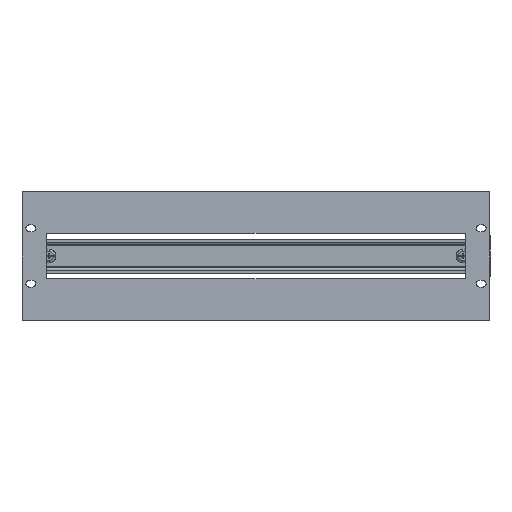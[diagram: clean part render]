
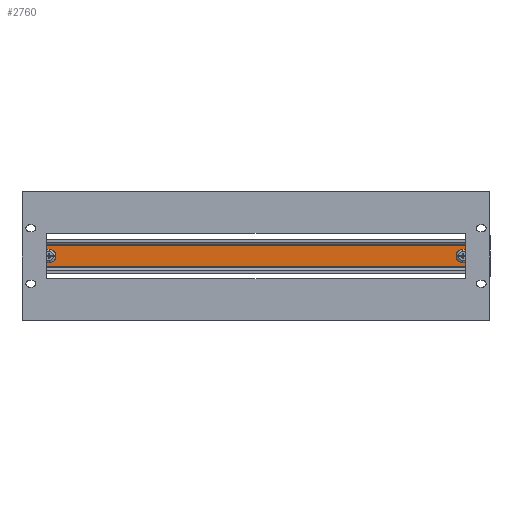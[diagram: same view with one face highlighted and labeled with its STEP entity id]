
A CAD part, top view. The second image highlights one B-rep face of the part: STEP entity #2760.
In plain terms, the highlighted planar face has unit normal (0, 0, 1).
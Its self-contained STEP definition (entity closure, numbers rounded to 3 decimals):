
#70 = ORIENTED_EDGE ( 'NONE', *, *, #6729, .F. ) ;
#90 = VERTEX_POINT ( 'NONE', #2809 ) ;
#96 = VERTEX_POINT ( 'NONE', #2812 ) ;
#102 = VERTEX_POINT ( 'NONE', #2805 ) ;
#249 = VERTEX_POINT ( 'NONE', #2782 ) ;
#339 = VERTEX_POINT ( 'NONE', #8410 ) ;
#350 = VERTEX_POINT ( 'NONE', #8413 ) ;
#407 = ORIENTED_EDGE ( 'NONE', *, *, #6734, .F. ) ;
#422 = VERTEX_POINT ( 'NONE', #8378 ) ;
#498 = CARTESIAN_POINT ( 'NONE',  ( -222.5, 11., 0. ) ) ;
#533 = CARTESIAN_POINT ( 'NONE',  ( 222.5, -11., 0. ) ) ;
#686 = DIRECTION ( 'NONE',  ( -1., 0., 0. ) ) ;
#912 = DIRECTION ( 'NONE',  ( 1., 0., 0. ) ) ;
#1021 = DIRECTION ( 'NONE',  ( 0., -1., 0. ) ) ;
#1032 = CARTESIAN_POINT ( 'NONE',  ( -222.5, 12., 0. ) ) ;
#1038 = CARTESIAN_POINT ( 'NONE',  ( -213.5, 0., 0. ) ) ;
#1039 = DIRECTION ( 'NONE',  ( 0., 0., 1. ) ) ;
#1040 = DIRECTION ( 'NONE',  ( 1., 0., 0. ) ) ;
#1081 = CARTESIAN_POINT ( 'NONE',  ( 222.5, 12., 0. ) ) ;
#1082 = DIRECTION ( 'NONE',  ( 0., 1., 0. ) ) ;
#1235 = CARTESIAN_POINT ( 'NONE',  ( -213.5, 0., 0. ) ) ;
#1236 = DIRECTION ( 'NONE',  ( 0., 0., 1. ) ) ;
#1237 = DIRECTION ( 'NONE',  ( 1., 0., 0. ) ) ;
#1254 = CARTESIAN_POINT ( 'NONE',  ( 213.5, 0., 0. ) ) ;
#1255 = DIRECTION ( 'NONE',  ( 0., 0., 1. ) ) ;
#1256 = DIRECTION ( 'NONE',  ( -1., 0., 0. ) ) ;
#1265 = CARTESIAN_POINT ( 'NONE',  ( 213.5, 0., 0. ) ) ;
#1266 = DIRECTION ( 'NONE',  ( 0., 0., 1. ) ) ;
#1267 = DIRECTION ( 'NONE',  ( -1., 0., 0. ) ) ;
#1860 = VECTOR ( 'NONE', #1082, 1000. ) ;
#1938 = VECTOR ( 'NONE', #912, 1000. ) ;
#1985 = CIRCLE ( 'NONE', #4309, 4. ) ;
#2008 = CIRCLE ( 'NONE', #4322, 4. ) ;
#2125 = VECTOR ( 'NONE', #1021, 1000. ) ;
#2370 = LINE ( 'NONE', #1032, #2125 ) ;
#2396 = LINE ( 'NONE', #1081, #1860 ) ;
#2519 = CIRCLE ( 'NONE', #4308, 4. ) ;
#2530 = CIRCLE ( 'NONE', #4314, 4. ) ;
#2760 = ADVANCED_FACE ( 'NONE', ( #6230, #6243, #6245 ), #4825, .T. ) ;
#2782 = CARTESIAN_POINT ( 'NONE',  ( 222.5, 11., 0. ) ) ;
#2805 = CARTESIAN_POINT ( 'NONE',  ( -217.5, 0., 0. ) ) ;
#2809 = CARTESIAN_POINT ( 'NONE',  ( 222.5, -11., 0. ) ) ;
#2812 = CARTESIAN_POINT ( 'NONE',  ( -222.5, 11., 0. ) ) ;
#2968 = EDGE_LOOP ( 'NONE', ( #7213, #7219 ) ) ;
#3017 = VERTEX_POINT ( 'NONE', #4855 ) ;
#3167 = EDGE_LOOP ( 'NONE', ( #7311, #7467, #7159, #7223 ) ) ;
#3266 = EDGE_LOOP ( 'NONE', ( #407, #70 ) ) ;
#4009 = AXIS2_PLACEMENT_3D ( 'NONE', #4870, #4736, #4774 ) ;
#4308 = AXIS2_PLACEMENT_3D ( 'NONE', #1265, #1266, #1267 ) ;
#4309 = AXIS2_PLACEMENT_3D ( 'NONE', #1254, #1255, #1256 ) ;
#4314 = AXIS2_PLACEMENT_3D ( 'NONE', #1235, #1236, #1237 ) ;
#4322 = AXIS2_PLACEMENT_3D ( 'NONE', #1038, #1039, #1040 ) ;
#4736 = DIRECTION ( 'NONE',  ( 0., 0., 1. ) ) ;
#4774 = DIRECTION ( 'NONE',  ( 1., 0., 0. ) ) ;
#4825 = PLANE ( 'NONE',  #4009 ) ;
#4855 = CARTESIAN_POINT ( 'NONE',  ( 209.5, 0., 0. ) ) ;
#4870 = CARTESIAN_POINT ( 'NONE',  ( -222.5, -12., 0. ) ) ;
#6230 = FACE_BOUND ( 'NONE', #3266, .T. ) ;
#6243 = FACE_BOUND ( 'NONE', #2968, .T. ) ;
#6245 = FACE_OUTER_BOUND ( 'NONE', #3167, .T. ) ;
#6266 = LINE ( 'NONE', #498, #1938 ) ;
#6504 = EDGE_CURVE ( 'NONE', #90, #422, #7704, .T. ) ;
#6509 = EDGE_CURVE ( 'NONE', #96, #249, #6266, .T. ) ;
#6641 = EDGE_CURVE ( 'NONE', #96, #422, #2370, .T. ) ;
#6642 = EDGE_CURVE ( 'NONE', #339, #102, #2008, .T. ) ;
#6660 = EDGE_CURVE ( 'NONE', #90, #249, #2396, .T. ) ;
#6720 = EDGE_CURVE ( 'NONE', #102, #339, #2530, .T. ) ;
#6729 = EDGE_CURVE ( 'NONE', #3017, #350, #1985, .T. ) ;
#6734 = EDGE_CURVE ( 'NONE', #350, #3017, #2519, .T. ) ;
#7159 = ORIENTED_EDGE ( 'NONE', *, *, #6660, .T. ) ;
#7213 = ORIENTED_EDGE ( 'NONE', *, *, #6642, .F. ) ;
#7219 = ORIENTED_EDGE ( 'NONE', *, *, #6720, .F. ) ;
#7223 = ORIENTED_EDGE ( 'NONE', *, *, #6509, .F. ) ;
#7311 = ORIENTED_EDGE ( 'NONE', *, *, #6641, .T. ) ;
#7467 = ORIENTED_EDGE ( 'NONE', *, *, #6504, .F. ) ;
#7704 = LINE ( 'NONE', #533, #7710 ) ;
#7710 = VECTOR ( 'NONE', #686, 1000. ) ;
#8378 = CARTESIAN_POINT ( 'NONE',  ( -222.5, -11., 0. ) ) ;
#8410 = CARTESIAN_POINT ( 'NONE',  ( -209.5, 0., 0. ) ) ;
#8413 = CARTESIAN_POINT ( 'NONE',  ( 217.5, 0., 0. ) ) ;
